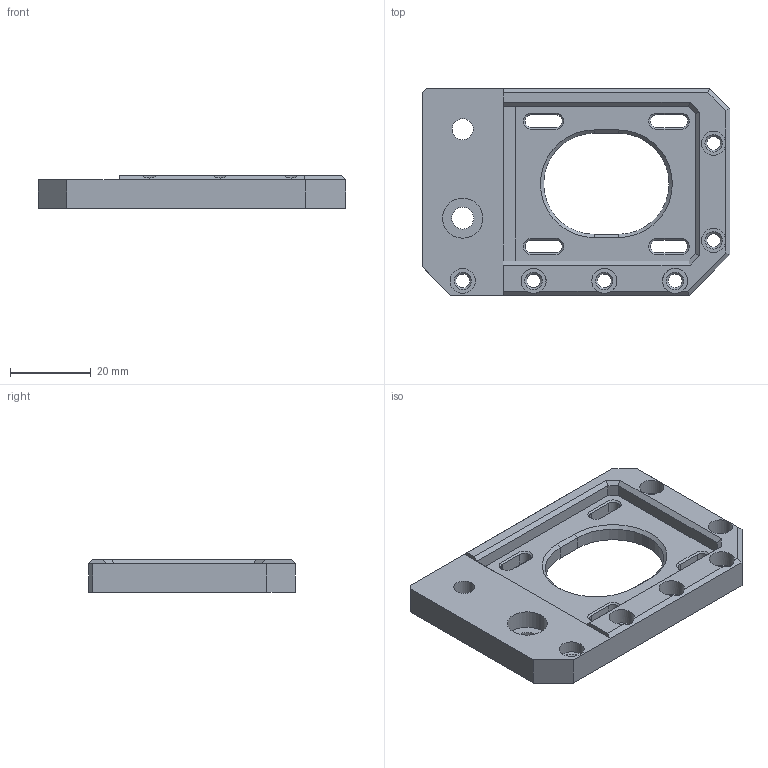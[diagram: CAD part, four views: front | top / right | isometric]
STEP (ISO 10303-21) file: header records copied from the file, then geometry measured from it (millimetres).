
FILE_DESCRIPTION(/* description */ ('b_drive_top_v5.7'),/* implementation_level */ '2;1');
FILE_NAME(/* name */ 'AB top 1 v2.step',/* time_stamp */ '2024-09-14T22:36:40+08:00',/* author */ (''),/* organization */ (''),/* preprocessor_version */ 'ST-DEVELOPER v20',/* originating_system */ 'Autodesk Translation Framework v13.14.0.145',/* authorisation */ '');
FILE_SCHEMA (('AUTOMOTIVE_DESIGN { 1 0 10303 214 3 1 1 }'));
Length unit declared in the file: metre
Products named in the file (1): b_drive_top_v5.7
Bounding box: 76 x 51.05 x 8 mm (x, y, z)
Volume: 17614.4 mm3; surface area: 9763.8 mm2
Topology: 1 solids, 1 shells, 98 faces, 242 edges, 146 vertices
Faces by surface type: plane 57, cylinder 25, cone 16
Full cylindrical faces by diameter (mm): 3.4 x6, 5.2 x1, 5.4 x1, 6 x2, 6.2 x4, 9.9 x1
Entity records: 2914 total; most frequent: DIRECTION 508, CARTESIAN_POINT 481, ORIENTED_EDGE 476, EDGE_CURVE 238, AXIS2_PLACEMENT_3D 171, LINE 166, VECTOR 166, VERTEX_POINT 144
